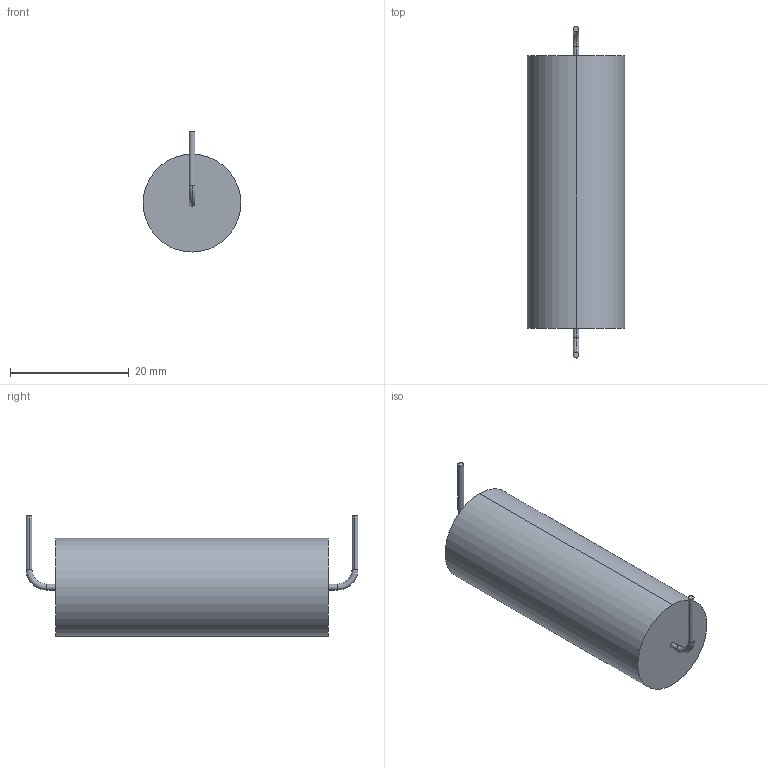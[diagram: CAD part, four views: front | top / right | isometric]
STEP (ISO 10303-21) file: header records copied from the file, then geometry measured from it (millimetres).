
FILE_DESCRIPTION (( 'STEP AP203' ), '1' );
FILE_NAME ('ELD0001114.STEP', '2014-06-16T08:58:08', ( '' ), ( '' ), 'SwSTEP 2.0', 'SolidWorks 2011', '' );
FILE_SCHEMA (( 'CONFIG_CONTROL_DESIGN' ));
Length unit declared in the file: millimetre
Products named in the file (1): ELD0001114
Bounding box: 16.5 x 56 x 20.25 mm (x, y, z)
Volume: 9859.8 mm3; surface area: 2907.7 mm2
Topology: 1 solids, 1 shells, 18 faces, 38 edges, 24 vertices
Faces by surface type: cylinder 10, torus 4, plane 4
Entity records: 575 total; most frequent: DIRECTION 104, CARTESIAN_POINT 81, ORIENTED_EDGE 76, AXIS2_PLACEMENT_3D 47, EDGE_CURVE 38, CIRCLE 28, VERTEX_POINT 24, EDGE_LOOP 20
